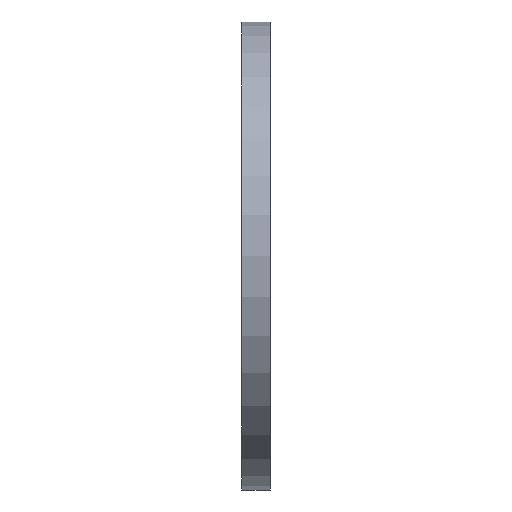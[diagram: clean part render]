
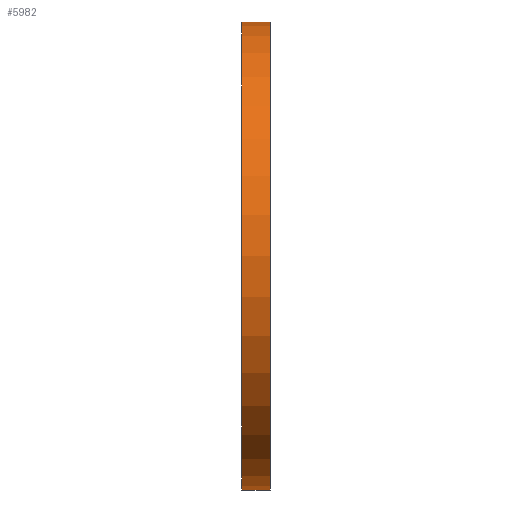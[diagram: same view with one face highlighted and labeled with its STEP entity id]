
A CAD part, left-side view. The second image highlights one B-rep face of the part: STEP entity #5982.
In plain terms, the highlighted cylindrical face has radius 50 mm (diameter 100 mm), a partial arc.
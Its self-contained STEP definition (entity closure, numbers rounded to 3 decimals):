
#35 = CARTESIAN_POINT ( 'NONE',  ( 0., 6., 0. ) ) ;
#272 = VERTEX_POINT ( 'NONE', #4887 ) ;
#325 = DIRECTION ( 'NONE',  ( 0., 1., 0. ) ) ;
#374 = CARTESIAN_POINT ( 'NONE',  ( 0., 6., 50. ) ) ;
#654 = CARTESIAN_POINT ( 'NONE',  ( 0., 0., 50. ) ) ;
#2039 = EDGE_CURVE ( 'NONE', #3080, #7350, #7814, .T. ) ;
#2041 = CARTESIAN_POINT ( 'NONE',  ( 0., 6., 0. ) ) ;
#2527 = ORIENTED_EDGE ( 'NONE', *, *, #2039, .F. ) ;
#2610 = EDGE_LOOP ( 'NONE', ( #9136, #2527, #10013, #6207 ) ) ;
#2648 = DIRECTION ( 'NONE',  ( 0., 1., 0. ) ) ;
#3068 = AXIS2_PLACEMENT_3D ( 'NONE', #35, #2648, #7813 ) ;
#3080 = VERTEX_POINT ( 'NONE', #9711 ) ;
#3458 = EDGE_CURVE ( 'NONE', #3080, #272, #6847, .T. ) ;
#3722 = FACE_OUTER_BOUND ( 'NONE', #2610, .T. ) ;
#3854 = VERTEX_POINT ( 'NONE', #654 ) ;
#3908 = AXIS2_PLACEMENT_3D ( 'NONE', #2041, #4684, #9770 ) ;
#4440 = VECTOR ( 'NONE', #4508, 1000. ) ;
#4508 = DIRECTION ( 'NONE',  ( 0., -1., 0. ) ) ;
#4587 = EDGE_CURVE ( 'NONE', #7350, #3854, #7125, .T. ) ;
#4684 = DIRECTION ( 'NONE',  ( 0., -1., 0. ) ) ;
#4771 = DIRECTION ( 'NONE',  ( 0., -1., 0. ) ) ;
#4887 = CARTESIAN_POINT ( 'NONE',  ( 0., 0., -50. ) ) ;
#5982 = ADVANCED_FACE ( 'NONE', ( #3722 ), #10909, .T. ) ;
#6011 = CARTESIAN_POINT ( 'NONE',  ( 0., 6., 50. ) ) ;
#6207 = ORIENTED_EDGE ( 'NONE', *, *, #9945, .T. ) ;
#6339 = DIRECTION ( 'NONE',  ( 0., 0., 1. ) ) ;
#6564 = AXIS2_PLACEMENT_3D ( 'NONE', #8246, #325, #6339 ) ;
#6847 = LINE ( 'NONE', #7190, #4440 ) ;
#7125 = LINE ( 'NONE', #374, #11061 ) ;
#7190 = CARTESIAN_POINT ( 'NONE',  ( 0., 6., -50. ) ) ;
#7324 = CIRCLE ( 'NONE', #6564, 50. ) ;
#7350 = VERTEX_POINT ( 'NONE', #6011 ) ;
#7813 = DIRECTION ( 'NONE',  ( 0., 0., 1. ) ) ;
#7814 = CIRCLE ( 'NONE', #3068, 50. ) ;
#8246 = CARTESIAN_POINT ( 'NONE',  ( 0., 0., 0. ) ) ;
#9136 = ORIENTED_EDGE ( 'NONE', *, *, #4587, .F. ) ;
#9711 = CARTESIAN_POINT ( 'NONE',  ( 0., 6., -50. ) ) ;
#9770 = DIRECTION ( 'NONE',  ( 0., 0., -1. ) ) ;
#9945 = EDGE_CURVE ( 'NONE', #272, #3854, #7324, .T. ) ;
#10013 = ORIENTED_EDGE ( 'NONE', *, *, #3458, .T. ) ;
#10909 = CYLINDRICAL_SURFACE ( 'NONE', #3908, 50. ) ;
#11061 = VECTOR ( 'NONE', #4771, 1000. ) ;
